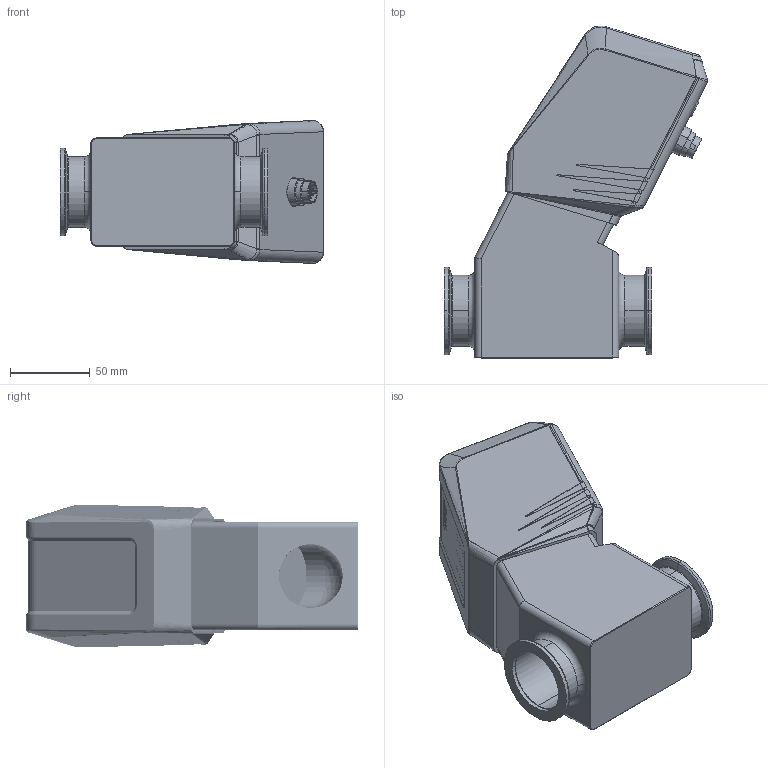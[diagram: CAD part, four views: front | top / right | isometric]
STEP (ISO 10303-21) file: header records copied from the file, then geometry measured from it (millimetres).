
FILE_DESCRIPTION (( 'STEP AP214' ), '1' );
FILE_NAME ('EAIV-A04150.STEP', '2025-09-11T16:01:19', ( '' ), ( '' ), 'SwSTEP 2.0', 'SolidWorks 2023', '' );
FILE_SCHEMA (( 'AUTOMOTIVE_DESIGN' ));
Length unit declared in the file: millimetre
Products named in the file (13): 2000297586_SHELLED; 36-00436_extended; 22-00049; EAIV-A04150; 2000193001; 39-01023_SHELLED; 35-01478; 35-01461_DN40; 36-00436 D_extended; 2000193002; 2000193614; 24-00082; 35-01474_SHELLED
Assembly tree (12 placements, depth 4):
  EAIV-A04150
    35-01461_DN40
    2000297586_SHELLED
      39-01023_SHELLED
        36-00436_extended
        35-01478
        35-01474_SHELLED
        36-00436 D_extended
      24-00082
      22-00049
      2000193002
      2000193001
      2000193614
Bounding box: 164.97 x 208.07 x 89.5 mm (x, y, z)
Volume: 486273.4 mm3; surface area: 356449.9 mm2
Topology: 9 solids, 12 shells, 2085 faces, 5156 edges, 3262 vertices
Faces by surface type: plane 744, torus 501, cylinder 356, bspline 342, cone 128, sphere 14
Entity records: 114097 total; most frequent: CARTESIAN_POINT 68580, ORIENTED_EDGE 10226, DIRECTION 7908, EDGE_CURVE 5120, VERTEX_POINT 3262, AXIS2_PLACEMENT_3D 3039, EDGE_LOOP 2337, ADVANCED_FACE 2085
